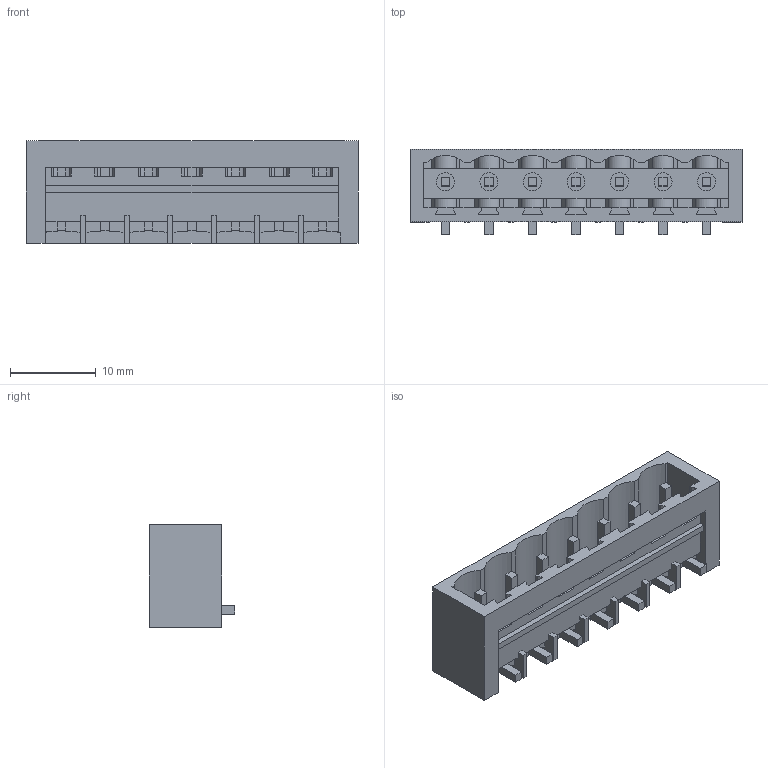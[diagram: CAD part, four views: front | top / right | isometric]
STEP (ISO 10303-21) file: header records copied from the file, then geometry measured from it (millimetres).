
FILE_DESCRIPTION(('CATIA V5 STEP Exchange','CAx-IF Rec.Pracs.--- Model Styling and Organization---1.2---2011-12-15'),'2;1');
FILE_NAME ('D1458299_0', '2017-07-11T10:55:55+00:00', ('none'), ('Weidmueller'), 'CATIA Version 5-6 Release 2014', 'CATIA V5 STEP AP214', 'none');
FILE_SCHEMA(('AUTOMOTIVE_DESIGN { 1 0 10303 214 1 1 1 1 }'));
Length unit declared in the file: millimetre
Products named in the file (1): 1877790000
Bounding box: 38.76 x 10 x 12 mm (x, y, z)
Volume: 1612.9 mm3; surface area: 3625.5 mm2
Topology: 8 solids, 8 shells, 395 faces, 1233 edges, 842 vertices
Faces by surface type: plane 332, cylinder 63
Entity records: 12692 total; most frequent: ORIENTED_EDGE 2466, CARTESIAN_POINT 2400, DIRECTION 1622, EDGE_CURVE 1233, VECTOR 1057, LINE 1057, VERTEX_POINT 842, EDGE_LOOP 411
